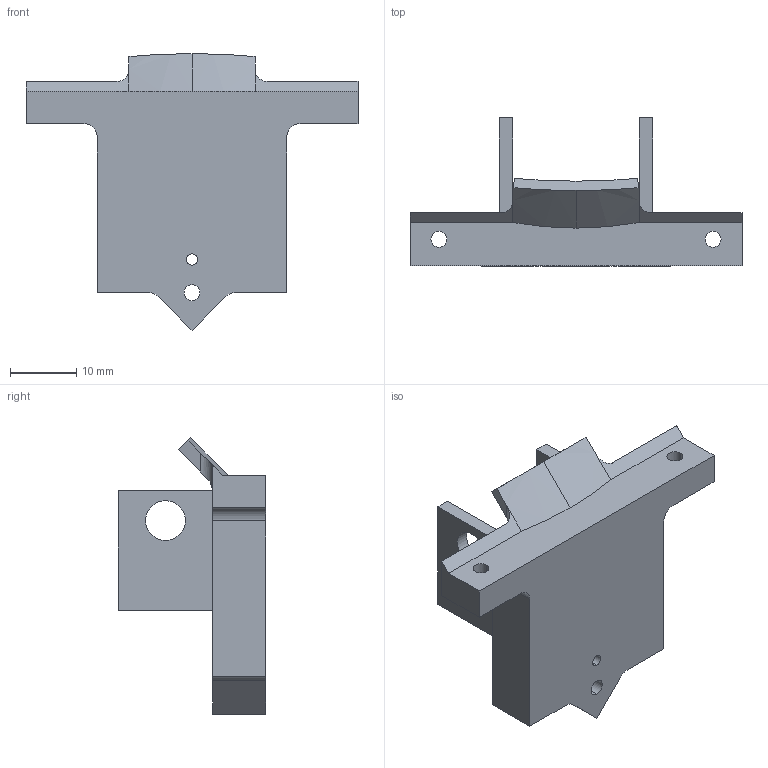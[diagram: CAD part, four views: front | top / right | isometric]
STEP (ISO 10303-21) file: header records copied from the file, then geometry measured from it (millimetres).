
FILE_DESCRIPTION (( 'STEP AP214' ), '1' );
FILE_NAME ('Two part mount A.STEP', '2020-09-16T23:08:31', ( '' ), ( '' ), 'SwSTEP 2.0', 'SolidWorks 2020', '' );
FILE_SCHEMA (( 'AUTOMOTIVE_DESIGN' ));
Length unit declared in the file: millimetre
Products named in the file (1): Two part mount A
Bounding box: 50 x 22.29 x 41.64 mm (x, y, z)
Volume: 9154.6 mm3; surface area: 4918.4 mm2
Topology: 1 solids, 1 shells, 52 faces, 147 edges, 97 vertices
Faces by surface type: plane 28, cylinder 22, bspline 2
Entity records: 1774 total; most frequent: CARTESIAN_POINT 379, ORIENTED_EDGE 294, DIRECTION 270, EDGE_CURVE 147, VERTEX_POINT 97, VECTOR 94, LINE 94, AXIS2_PLACEMENT_3D 88
